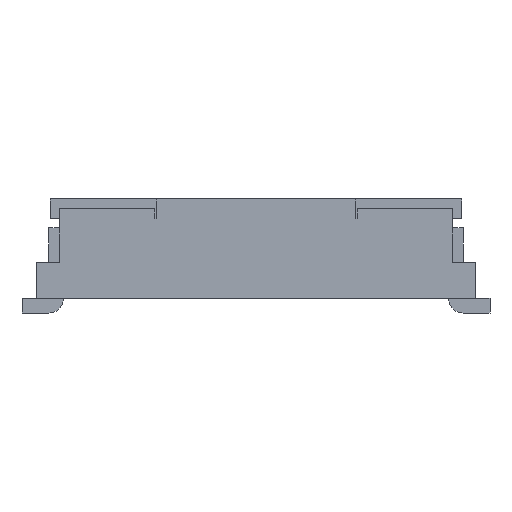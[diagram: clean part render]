
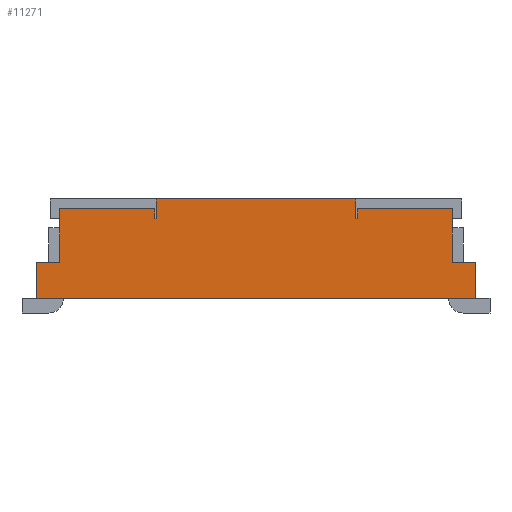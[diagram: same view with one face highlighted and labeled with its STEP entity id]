
A CAD part, front view. The second image highlights one B-rep face of the part: STEP entity #11271.
In plain terms, the highlighted face is planar.
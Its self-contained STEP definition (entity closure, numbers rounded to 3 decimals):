
#675=ORIENTED_EDGE('',*,*,#3010,.F.);
#676=ORIENTED_EDGE('',*,*,#2986,.T.);
#677=ORIENTED_EDGE('',*,*,#2996,.F.);
#678=ORIENTED_EDGE('',*,*,#2868,.F.);
#679=ORIENTED_EDGE('',*,*,#3011,.F.);
#680=ORIENTED_EDGE('',*,*,#3012,.F.);
#681=ORIENTED_EDGE('',*,*,#3013,.F.);
#682=ORIENTED_EDGE('',*,*,#2796,.F.);
#683=ORIENTED_EDGE('',*,*,#3014,.F.);
#684=ORIENTED_EDGE('',*,*,#3015,.F.);
#685=ORIENTED_EDGE('',*,*,#3016,.T.);
#686=ORIENTED_EDGE('',*,*,#2802,.F.);
#687=ORIENTED_EDGE('',*,*,#3017,.F.);
#688=ORIENTED_EDGE('',*,*,#3018,.F.);
#689=ORIENTED_EDGE('',*,*,#3019,.F.);
#690=ORIENTED_EDGE('',*,*,#2864,.F.);
#691=ORIENTED_EDGE('',*,*,#2930,.T.);
#692=ORIENTED_EDGE('',*,*,#2747,.F.);
#693=ORIENTED_EDGE('',*,*,#3020,.T.);
#694=ORIENTED_EDGE('',*,*,#3021,.T.);
#2747=EDGE_CURVE('',#3932,#3933,#4709,.T.);
#2796=EDGE_CURVE('',#3980,#3982,#4758,.T.);
#2802=EDGE_CURVE('',#3987,#3985,#4764,.T.);
#2864=EDGE_CURVE('',#4049,#4050,#4826,.T.);
#2868=EDGE_CURVE('',#4053,#4054,#4830,.T.);
#2930=EDGE_CURVE('',#4049,#3933,#4892,.T.);
#2986=EDGE_CURVE('',#4153,#4152,#4948,.T.);
#2996=EDGE_CURVE('',#4054,#4152,#4958,.T.);
#3010=EDGE_CURVE('',#4153,#4162,#4972,.T.);
#3011=EDGE_CURVE('',#4163,#4053,#4973,.T.);
#3012=EDGE_CURVE('',#4164,#4163,#4974,.T.);
#3013=EDGE_CURVE('',#3982,#4164,#4975,.T.);
#3014=EDGE_CURVE('',#4165,#3980,#4976,.T.);
#3015=EDGE_CURVE('',#4166,#4165,#4977,.T.);
#3016=EDGE_CURVE('',#4166,#3985,#4978,.T.);
#3017=EDGE_CURVE('',#4167,#3987,#4979,.T.);
#3018=EDGE_CURVE('',#4168,#4167,#4980,.T.);
#3019=EDGE_CURVE('',#4050,#4168,#4981,.T.);
#3020=EDGE_CURVE('',#3932,#4169,#4982,.T.);
#3021=EDGE_CURVE('',#4169,#4162,#4983,.T.);
#3932=VERTEX_POINT('',#14098);
#3933=VERTEX_POINT('',#14100);
#3980=VERTEX_POINT('',#14196);
#3982=VERTEX_POINT('',#14199);
#3985=VERTEX_POINT('',#14206);
#3987=VERTEX_POINT('',#14210);
#4049=VERTEX_POINT('',#14337);
#4050=VERTEX_POINT('',#14339);
#4053=VERTEX_POINT('',#14345);
#4054=VERTEX_POINT('',#14347);
#4152=VERTEX_POINT('',#14567);
#4153=VERTEX_POINT('',#14569);
#4162=VERTEX_POINT('',#14604);
#4163=VERTEX_POINT('',#14606);
#4164=VERTEX_POINT('',#14608);
#4165=VERTEX_POINT('',#14611);
#4166=VERTEX_POINT('',#14613);
#4167=VERTEX_POINT('',#14616);
#4168=VERTEX_POINT('',#14618);
#4169=VERTEX_POINT('',#14621);
#4709=LINE('',#14099,#5611);
#4758=LINE('',#14198,#5660);
#4764=LINE('',#14211,#5666);
#4826=LINE('',#14338,#5728);
#4830=LINE('',#14346,#5732);
#4892=LINE('',#14468,#5794);
#4948=LINE('',#14568,#5850);
#4958=LINE('',#14588,#5860);
#4972=LINE('',#14603,#5874);
#4973=LINE('',#14605,#5875);
#4974=LINE('',#14607,#5876);
#4975=LINE('',#14609,#5877);
#4976=LINE('',#14610,#5878);
#4977=LINE('',#14612,#5879);
#4978=LINE('',#14614,#5880);
#4979=LINE('',#14615,#5881);
#4980=LINE('',#14617,#5882);
#4981=LINE('',#14619,#5883);
#4982=LINE('',#14620,#5884);
#4983=LINE('',#14622,#5885);
#5611=VECTOR('',#12226,1000.);
#5660=VECTOR('',#12277,1000.);
#5666=VECTOR('',#12285,1000.);
#5728=VECTOR('',#12353,1000.);
#5732=VECTOR('',#12357,1000.);
#5794=VECTOR('',#12427,1000.);
#5850=VECTOR('',#12485,1000.);
#5860=VECTOR('',#12497,1000.);
#5874=VECTOR('',#12513,1000.);
#5875=VECTOR('',#12514,1000.);
#5876=VECTOR('',#12515,1000.);
#5877=VECTOR('',#12516,1000.);
#5878=VECTOR('',#12517,1000.);
#5879=VECTOR('',#12518,1000.);
#5880=VECTOR('',#12519,1000.);
#5881=VECTOR('',#12520,1000.);
#5882=VECTOR('',#12521,1000.);
#5883=VECTOR('',#12522,1000.);
#5884=VECTOR('',#12523,1000.);
#5885=VECTOR('',#12524,1000.);
#6545=EDGE_LOOP('',(#675,#676,#677,#678,#679,#680,#681,#682,#683,#684,#685,
#686,#687,#688,#689,#690,#691,#692,#693,#694));
#7075=FACE_BOUND('',#6545,.T.);
#7581=PLANE('',#11747);
#11271=ADVANCED_FACE('',(#7075),#7581,.F.);
#11747=AXIS2_PLACEMENT_3D('',#14602,#12511,#12512);
#12226=DIRECTION('',(0.,-1.,0.));
#12277=DIRECTION('',(0.,1.,0.));
#12285=DIRECTION('',(0.,1.,0.));
#12353=DIRECTION('',(0.,1.,0.));
#12357=DIRECTION('',(0.,1.,0.));
#12427=DIRECTION('',(0.,0.,-1.));
#12485=DIRECTION('',(0.,1.,0.));
#12497=DIRECTION('',(0.,0.,-1.));
#12511=DIRECTION('',(-1.,0.,0.));
#12512=DIRECTION('',(0.,0.,1.));
#12513=DIRECTION('',(0.,0.,-1.));
#12514=DIRECTION('',(0.,0.,-1.));
#12515=DIRECTION('',(0.,1.,0.));
#12516=DIRECTION('',(0.,0.,1.));
#12517=DIRECTION('',(0.,0.,-1.));
#12518=DIRECTION('',(0.,1.,0.));
#12519=DIRECTION('',(0.,0.,-1.));
#12520=DIRECTION('',(0.,0.,-1.));
#12521=DIRECTION('',(0.,1.,0.));
#12522=DIRECTION('',(0.,0.,1.));
#12523=DIRECTION('',(0.,0.,-1.));
#12524=DIRECTION('',(0.,1.,0.));
#14098=CARTESIAN_POINT('',(8.25,-3.5,0.01));
#14099=CARTESIAN_POINT('',(8.25,-3.5,0.01));
#14100=CARTESIAN_POINT('',(8.25,-4.5,0.01));
#14196=CARTESIAN_POINT('',(8.25,2.05,1.65));
#14198=CARTESIAN_POINT('',(8.25,-2.075,1.65));
#14199=CARTESIAN_POINT('',(8.25,2.075,1.65));
#14206=CARTESIAN_POINT('',(8.25,-2.05,1.65));
#14210=CARTESIAN_POINT('',(8.25,-2.075,1.65));
#14211=CARTESIAN_POINT('',(8.25,-2.075,1.65));
#14337=CARTESIAN_POINT('',(8.25,-4.5,0.75));
#14338=CARTESIAN_POINT('',(8.25,-4.5,0.75));
#14339=CARTESIAN_POINT('',(8.25,-4.025,0.75));
#14345=CARTESIAN_POINT('',(8.25,4.025,0.75));
#14346=CARTESIAN_POINT('',(8.25,-4.5,0.75));
#14347=CARTESIAN_POINT('',(8.25,4.5,0.75));
#14468=CARTESIAN_POINT('',(8.25,-4.5,0.75));
#14567=CARTESIAN_POINT('',(8.25,4.5,0.01));
#14568=CARTESIAN_POINT('',(8.25,3.5,0.01));
#14569=CARTESIAN_POINT('',(8.25,3.5,0.01));
#14588=CARTESIAN_POINT('',(8.25,4.5,0.75));
#14602=CARTESIAN_POINT('',(8.25,-4.5,0.75));
#14603=CARTESIAN_POINT('',(8.25,3.5,0.01));
#14604=CARTESIAN_POINT('',(8.25,3.5,0.));
#14605=CARTESIAN_POINT('',(8.25,4.025,1.85));
#14606=CARTESIAN_POINT('',(8.25,4.025,1.85));
#14607=CARTESIAN_POINT('',(8.25,2.075,1.85));
#14608=CARTESIAN_POINT('',(8.25,2.075,1.85));
#14609=CARTESIAN_POINT('',(8.25,2.075,1.65));
#14610=CARTESIAN_POINT('',(8.25,2.05,2.05));
#14611=CARTESIAN_POINT('',(8.25,2.05,2.05));
#14612=CARTESIAN_POINT('',(8.25,-2.05,2.05));
#14613=CARTESIAN_POINT('',(8.25,-2.05,2.05));
#14614=CARTESIAN_POINT('',(8.25,-2.05,2.05));
#14615=CARTESIAN_POINT('',(8.25,-2.075,1.85));
#14616=CARTESIAN_POINT('',(8.25,-2.075,1.85));
#14617=CARTESIAN_POINT('',(8.25,-4.025,1.85));
#14618=CARTESIAN_POINT('',(8.25,-4.025,1.85));
#14619=CARTESIAN_POINT('',(8.25,-4.025,0.75));
#14620=CARTESIAN_POINT('',(8.25,-3.5,0.01));
#14621=CARTESIAN_POINT('',(8.25,-3.5,0.));
#14622=CARTESIAN_POINT('',(8.25,-4.5,0.));
